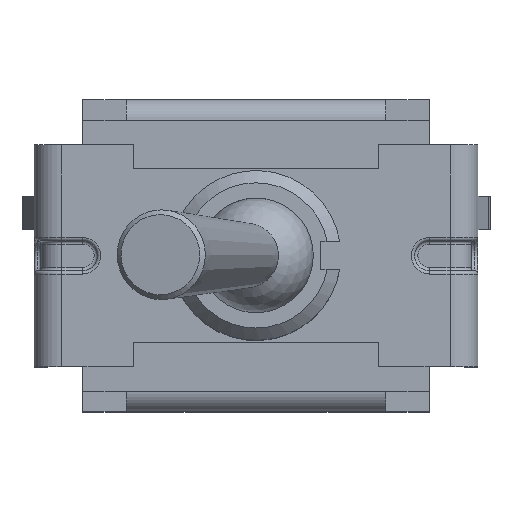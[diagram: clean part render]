
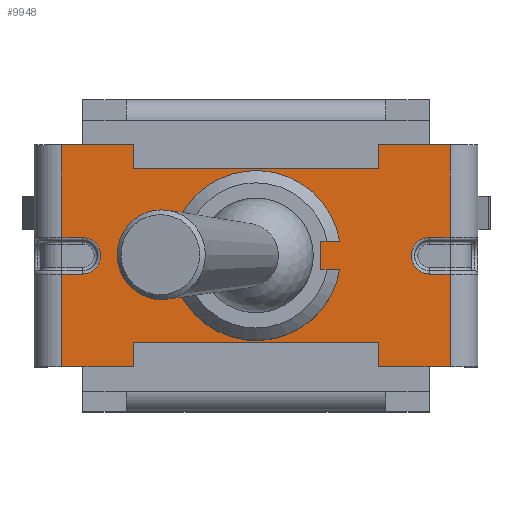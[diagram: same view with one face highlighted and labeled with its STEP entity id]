
A CAD part, top view. The second image highlights one B-rep face of the part: STEP entity #9948.
In plain terms, the highlighted planar face has unit normal (0, 0, 1).
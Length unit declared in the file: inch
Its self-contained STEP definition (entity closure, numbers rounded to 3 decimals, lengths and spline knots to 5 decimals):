
#64=FACE_BOUND('',#3850,.T.);
#550=PLANE('',#10868);
#1186=LINE('',#15391,#2270);
#1210=LINE('',#15493,#2294);
#1231=LINE('',#15603,#2315);
#1237=LINE('',#15625,#2321);
#1238=LINE('',#15632,#2322);
#1336=LINE('',#15886,#2420);
#1366=LINE('',#16023,#2450);
#1372=LINE('',#16048,#2456);
#1374=LINE('',#16060,#2458);
#1448=LINE('',#16235,#2532);
#1453=LINE('',#16242,#2537);
#1455=LINE('',#16247,#2539);
#1458=LINE('',#16253,#2542);
#1460=LINE('',#16256,#2544);
#1461=LINE('',#16258,#2545);
#1462=LINE('',#16261,#2546);
#1465=LINE('',#16266,#2549);
#1466=LINE('',#16268,#2550);
#1507=LINE('',#16386,#2591);
#1508=LINE('',#16388,#2592);
#1509=LINE('',#16390,#2593);
#2270=VECTOR('',#12403,0.3937);
#2294=VECTOR('',#12513,0.3937);
#2315=VECTOR('',#12652,0.3937);
#2321=VECTOR('',#12678,0.3937);
#2322=VECTOR('',#12689,0.3937);
#2420=VECTOR('',#12919,0.3937);
#2450=VECTOR('',#13085,0.3937);
#2456=VECTOR('',#13117,0.3937);
#2458=VECTOR('',#13137,0.3937);
#2532=VECTOR('',#13293,0.3937);
#2537=VECTOR('',#13300,0.3937);
#2539=VECTOR('',#13306,0.3937);
#2542=VECTOR('',#13311,0.3937);
#2544=VECTOR('',#13315,0.3937);
#2545=VECTOR('',#13318,0.3937);
#2546=VECTOR('',#13321,0.3937);
#2549=VECTOR('',#13326,0.3937);
#2550=VECTOR('',#13329,0.3937);
#2591=VECTOR('',#13472,0.3937);
#2592=VECTOR('',#13473,0.3937);
#2593=VECTOR('',#13474,0.3937);
#3277=FACE_OUTER_BOUND('',#3849,.T.);
#3849=EDGE_LOOP('',(#9000,#9001,#9002,#9003,#9004,#9005,#9006,#9007,#9008,
#9009,#9010,#9011,#9012,#9013,#9014,#9015,#9016,#9017,#9018,#9019));
#3850=EDGE_LOOP('',(#9020,#9021,#9022,#9023));
#4119=CIRCLE('',#10609,0.02638);
#4197=CIRCLE('',#10763,0.02638);
#4228=CIRCLE('',#10869,0.12244);
#4687=VERTEX_POINT('',#15377);
#4693=VERTEX_POINT('',#15389);
#4726=VERTEX_POINT('',#15487);
#4728=VERTEX_POINT('',#15491);
#4757=VERTEX_POINT('',#15600);
#4758=VERTEX_POINT('',#15602);
#4764=VERTEX_POINT('',#15624);
#4765=VERTEX_POINT('',#15628);
#4853=VERTEX_POINT('',#15880);
#4855=VERTEX_POINT('',#15884);
#4893=VERTEX_POINT('',#16020);
#4900=VERTEX_POINT('',#16047);
#4901=VERTEX_POINT('',#16054);
#4961=VERTEX_POINT('',#16233);
#4962=VERTEX_POINT('',#16239);
#4963=VERTEX_POINT('',#16245);
#4964=VERTEX_POINT('',#16250);
#4965=VERTEX_POINT('',#16252);
#4966=VERTEX_POINT('',#16260);
#4967=VERTEX_POINT('',#16264);
#4992=VERTEX_POINT('',#16384);
#4993=VERTEX_POINT('',#16385);
#4994=VERTEX_POINT('',#16387);
#4995=VERTEX_POINT('',#16389);
#5862=EDGE_CURVE('',#4693,#4687,#1186,.T.);
#5912=EDGE_CURVE('',#4726,#4728,#1210,.T.);
#5967=EDGE_CURVE('',#4758,#4757,#1231,.T.);
#5978=EDGE_CURVE('',#4726,#4764,#1237,.T.);
#5980=EDGE_CURVE('',#4764,#4765,#4119,.T.);
#5982=EDGE_CURVE('',#4765,#4757,#1238,.T.);
#6108=EDGE_CURVE('',#4853,#4855,#1336,.T.);
#6177=EDGE_CURVE('',#4693,#4893,#1366,.T.);
#6190=EDGE_CURVE('',#4853,#4900,#1372,.T.);
#6194=EDGE_CURVE('',#4900,#4901,#4197,.T.);
#6197=EDGE_CURVE('',#4901,#4893,#1374,.T.);
#6284=EDGE_CURVE('',#4961,#4855,#1448,.T.);
#6289=EDGE_CURVE('',#4758,#4962,#1453,.T.);
#6291=EDGE_CURVE('',#4963,#4728,#1455,.T.);
#6294=EDGE_CURVE('',#4965,#4964,#1458,.T.);
#6296=EDGE_CURVE('',#4964,#4962,#1460,.T.);
#6297=EDGE_CURVE('',#4961,#4965,#1461,.T.);
#6298=EDGE_CURVE('',#4966,#4687,#1462,.T.);
#6301=EDGE_CURVE('',#4963,#4967,#1465,.T.);
#6302=EDGE_CURVE('',#4967,#4966,#1466,.T.);
#6358=EDGE_CURVE('',#4992,#4993,#1507,.T.);
#6359=EDGE_CURVE('',#4993,#4994,#1508,.T.);
#6360=EDGE_CURVE('',#4994,#4995,#1509,.T.);
#6361=EDGE_CURVE('',#4995,#4992,#4228,.T.);
#9000=ORIENTED_EDGE('',*,*,#6301,.T.);
#9001=ORIENTED_EDGE('',*,*,#6302,.T.);
#9002=ORIENTED_EDGE('',*,*,#6298,.T.);
#9003=ORIENTED_EDGE('',*,*,#5862,.F.);
#9004=ORIENTED_EDGE('',*,*,#6177,.T.);
#9005=ORIENTED_EDGE('',*,*,#6197,.F.);
#9006=ORIENTED_EDGE('',*,*,#6194,.F.);
#9007=ORIENTED_EDGE('',*,*,#6190,.F.);
#9008=ORIENTED_EDGE('',*,*,#6108,.T.);
#9009=ORIENTED_EDGE('',*,*,#6284,.F.);
#9010=ORIENTED_EDGE('',*,*,#6297,.T.);
#9011=ORIENTED_EDGE('',*,*,#6294,.T.);
#9012=ORIENTED_EDGE('',*,*,#6296,.T.);
#9013=ORIENTED_EDGE('',*,*,#6289,.F.);
#9014=ORIENTED_EDGE('',*,*,#5967,.T.);
#9015=ORIENTED_EDGE('',*,*,#5982,.F.);
#9016=ORIENTED_EDGE('',*,*,#5980,.F.);
#9017=ORIENTED_EDGE('',*,*,#5978,.F.);
#9018=ORIENTED_EDGE('',*,*,#5912,.T.);
#9019=ORIENTED_EDGE('',*,*,#6291,.F.);
#9020=ORIENTED_EDGE('',*,*,#6358,.T.);
#9021=ORIENTED_EDGE('',*,*,#6359,.T.);
#9022=ORIENTED_EDGE('',*,*,#6360,.T.);
#9023=ORIENTED_EDGE('',*,*,#6361,.T.);
#9948=ADVANCED_FACE('',(#3277,#64),#550,.T.);
#10609=AXIS2_PLACEMENT_3D('',#15629,#12683,#12684);
#10763=AXIS2_PLACEMENT_3D('',#16055,#13127,#13128);
#10868=AXIS2_PLACEMENT_3D('',#16383,#13470,#13471);
#10869=AXIS2_PLACEMENT_3D('',#16391,#13475,#13476);
#12403=DIRECTION('',(-1.,0.,0.));
#12513=DIRECTION('',(0.,-1.,0.));
#12652=DIRECTION('',(0.,-1.,0.));
#12678=DIRECTION('',(1.,0.,0.));
#12683=DIRECTION('center_axis',(0.,0.,
1.));
#12684=DIRECTION('ref_axis',(1.,0.,0.));
#12689=DIRECTION('',(-1.,0.,0.));
#12919=DIRECTION('',(0.,1.,0.));
#13085=DIRECTION('',(0.,1.,0.));
#13117=DIRECTION('',(-1.,0.,0.));
#13127=DIRECTION('center_axis',(0.,0.,
1.));
#13128=DIRECTION('ref_axis',(-1.,0.,0.));
#13137=DIRECTION('',(1.,0.,0.));
#13293=DIRECTION('',(1.,0.,0.));
#13300=DIRECTION('',(1.,0.,0.));
#13306=DIRECTION('',(-1.,0.,0.));
#13311=DIRECTION('',(-1.,0.,0.));
#13315=DIRECTION('',(0.,1.,0.));
#13318=DIRECTION('',(0.,-1.,0.));
#13321=DIRECTION('',(0.,-1.,0.));
#13326=DIRECTION('',(0.,1.,0.));
#13329=DIRECTION('',(1.,0.,0.));
#13470=DIRECTION('center_axis',(0.,0.,
1.));
#13471=DIRECTION('ref_axis',(-1.,0.,0.));
#13472=DIRECTION('',(-1.,0.,0.));
#13473=DIRECTION('',(0.,-1.,0.));
#13474=DIRECTION('',(1.,0.,0.));
#13475=DIRECTION('center_axis',(0.,0.,
-1.));
#13476=DIRECTION('ref_axis',(0.986,0.164,0.));
#15377=CARTESIAN_POINT('',(0.17717,-0.16004,0.37008));
#15389=CARTESIAN_POINT('',(0.27992,-0.16004,0.37008));
#15391=CARTESIAN_POINT('',(0.32008,-0.16004,0.37008));
#15487=CARTESIAN_POINT('',(-0.27992,-0.02638,0.37008));
#15491=CARTESIAN_POINT('',(-0.27992,-0.16004,0.37008));
#15493=CARTESIAN_POINT('',(-0.27992,0.08002,0.37008));
#15600=CARTESIAN_POINT('',(-0.27992,0.02638,0.37008));
#15602=CARTESIAN_POINT('',(-0.27992,0.16004,0.37008));
#15603=CARTESIAN_POINT('',(-0.27992,0.08002,0.37008));
#15624=CARTESIAN_POINT('',(-0.25039,-0.02638,0.37008));
#15625=CARTESIAN_POINT('',(-0.16004,-0.02638,0.37008));
#15628=CARTESIAN_POINT('',(-0.25039,0.02638,0.37008));
#15629=CARTESIAN_POINT('Origin',(-0.25039,0.,
0.37008));
#15632=CARTESIAN_POINT('',(-0.16004,0.02638,0.37008));
#15880=CARTESIAN_POINT('',(0.27992,0.02638,0.37008));
#15884=CARTESIAN_POINT('',(0.27992,0.16004,0.37008));
#15886=CARTESIAN_POINT('',(0.27992,-0.08002,0.37008));
#16020=CARTESIAN_POINT('',(0.27992,-0.02638,0.37008));
#16023=CARTESIAN_POINT('',(0.27992,-0.08002,0.37008));
#16047=CARTESIAN_POINT('',(0.25039,0.02638,0.37008));
#16048=CARTESIAN_POINT('',(0.16004,0.02638,0.37008));
#16054=CARTESIAN_POINT('',(0.25039,-0.02638,0.37008));
#16055=CARTESIAN_POINT('Origin',(0.25039,0.,
0.37008));
#16060=CARTESIAN_POINT('',(0.16004,-0.02638,0.37008));
#16233=CARTESIAN_POINT('',(0.17717,0.16004,0.37008));
#16235=CARTESIAN_POINT('',(-0.32008,0.16004,0.37008));
#16239=CARTESIAN_POINT('',(-0.17717,0.16004,0.37008));
#16242=CARTESIAN_POINT('',(-0.32008,0.16004,0.37008));
#16245=CARTESIAN_POINT('',(-0.17717,-0.16004,0.37008));
#16247=CARTESIAN_POINT('',(0.32008,-0.16004,0.37008));
#16250=CARTESIAN_POINT('',(-0.17717,0.12539,0.37008));
#16252=CARTESIAN_POINT('',(0.17717,0.12539,0.37008));
#16253=CARTESIAN_POINT('',(-0.08858,0.12539,0.37008));
#16256=CARTESIAN_POINT('',(-0.17717,0.08002,0.37008));
#16258=CARTESIAN_POINT('',(0.17717,0.0627,0.37008));
#16260=CARTESIAN_POINT('',(0.17717,-0.12539,0.37008));
#16261=CARTESIAN_POINT('',(0.17717,-0.08002,0.37008));
#16264=CARTESIAN_POINT('',(-0.17717,-0.12539,0.37008));
#16266=CARTESIAN_POINT('',(-0.17717,-0.0627,0.37008));
#16268=CARTESIAN_POINT('',(0.08858,-0.12539,0.37008));
#16383=CARTESIAN_POINT('Origin',(0.,0.,
0.37008));
#16384=CARTESIAN_POINT('',(0.12078,0.02008,0.37008));
#16385=CARTESIAN_POINT('',(0.09283,0.02008,0.37008));
#16386=CARTESIAN_POINT('',(0.06039,0.02008,0.37008));
#16387=CARTESIAN_POINT('',(0.09283,-0.02008,0.37008));
#16388=CARTESIAN_POINT('',(0.09283,0.01004,0.37008));
#16389=CARTESIAN_POINT('',(0.12078,-0.02008,0.37008));
#16390=CARTESIAN_POINT('',(0.04642,-0.02008,0.37008));
#16391=CARTESIAN_POINT('Origin',(0.,0.,
0.37008));
